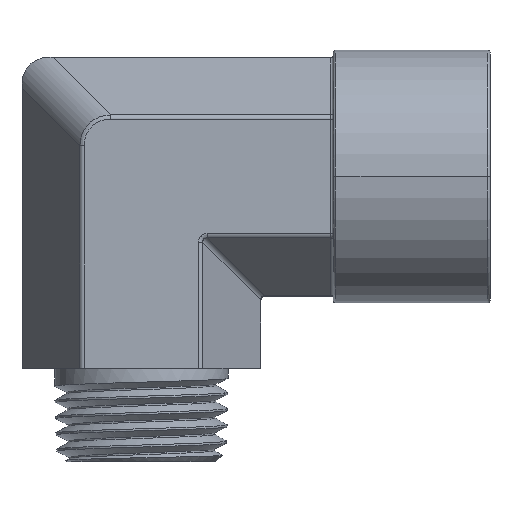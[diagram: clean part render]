
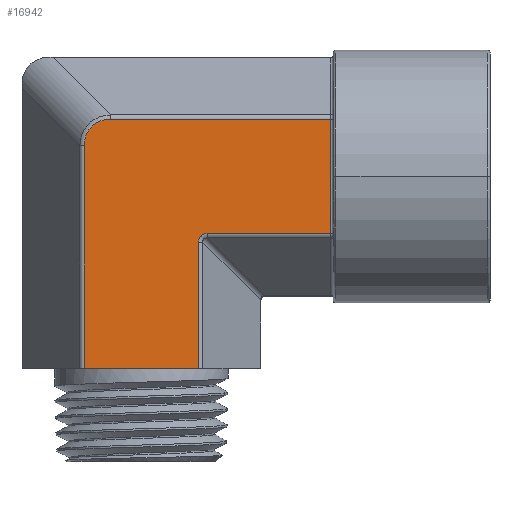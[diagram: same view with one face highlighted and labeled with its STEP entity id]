
A CAD part, top view. The second image highlights one B-rep face of the part: STEP entity #16942.
In plain terms, the highlighted planar face has unit normal (0, 0, 1).
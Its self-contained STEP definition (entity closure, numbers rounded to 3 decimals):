
#305=DIRECTION('',(-1.,0.,0.));
#306=VECTOR('',#305,11.316);
#307=CARTESIAN_POINT('',(5.658,-19.,10.3));
#308=LINE('',#307,#306);
#10026=DIRECTION('',(0.,-1.,0.));
#10027=VECTOR('',#10026,11.316);
#10028=CARTESIAN_POINT('',(18.75,5.658,10.3));
#10029=LINE('',#10028,#10027);
#10033=DIRECTION('',(-1.,0.,0.));
#10034=VECTOR('',#10033,12.226);
#10035=CARTESIAN_POINT('',(18.75,-5.658,10.3));
#10036=LINE('',#10035,#10034);
#10040=CARTESIAN_POINT('',(5.658,-6.524,
10.3));
#10041=CARTESIAN_POINT('',(5.658,-6.495,
10.3));
#10042=CARTESIAN_POINT('',(5.66,-6.438,
10.3));
#10043=CARTESIAN_POINT('',(5.671,-6.356,
10.3));
#10044=CARTESIAN_POINT('',(5.687,-6.278,
10.3));
#10045=CARTESIAN_POINT('',(5.709,-6.205,
10.3));
#10046=CARTESIAN_POINT('',(5.736,-6.138,
10.3));
#10047=CARTESIAN_POINT('',(5.767,-6.076,
10.3));
#10048=CARTESIAN_POINT('',(5.801,-6.02,
10.3));
#10049=CARTESIAN_POINT('',(5.838,-5.968,10.3));
#10050=CARTESIAN_POINT('',(5.878,-5.921,10.3));
#10051=CARTESIAN_POINT('',(5.922,-5.878,10.3));
#10052=CARTESIAN_POINT('',(5.969,-5.838,10.3));
#10053=CARTESIAN_POINT('',(6.02,-5.8,
10.3));
#10054=CARTESIAN_POINT('',(6.076,-5.766,
10.3));
#10055=CARTESIAN_POINT('',(6.138,-5.736,
10.3));
#10056=CARTESIAN_POINT('',(6.205,-5.709,
10.3));
#10057=CARTESIAN_POINT('',(6.278,-5.687,
10.3));
#10058=CARTESIAN_POINT('',(6.356,-5.671,
10.3));
#10059=CARTESIAN_POINT('',(6.438,-5.66,
10.3));
#10060=CARTESIAN_POINT('',(6.495,-5.658,
10.3));
#10061=CARTESIAN_POINT('',(6.524,-5.658,
10.3));
#10066=DIRECTION('',(0.,1.,0.));
#10067=VECTOR('',#10066,12.476);
#10068=CARTESIAN_POINT('',(5.658,-19.,10.3));
#10069=LINE('',#10068,#10067);
#10073=DIRECTION('',(0.,1.,0.));
#10074=VECTOR('',#10073,22.06);
#10075=CARTESIAN_POINT('',(-5.658,-19.,10.3));
#10076=LINE('',#10075,#10074);
#10080=CARTESIAN_POINT('',(-3.06,5.658,10.3));
#10081=CARTESIAN_POINT('',(-3.126,5.658,10.3));
#10082=CARTESIAN_POINT('',(-3.255,5.654,10.3));
#10083=CARTESIAN_POINT('',(-3.443,5.637,10.3));
#10084=CARTESIAN_POINT('',(-3.625,5.608,10.3));
#10085=CARTESIAN_POINT('',(-3.799,5.569,10.3));
#10086=CARTESIAN_POINT('',(-3.967,5.521,10.3));
#10087=CARTESIAN_POINT('',(-4.127,5.462,10.3));
#10088=CARTESIAN_POINT('',(-4.28,5.395,10.3));
#10089=CARTESIAN_POINT('',(-4.426,5.319,10.3));
#10090=CARTESIAN_POINT('',(-4.565,5.234,10.3));
#10091=CARTESIAN_POINT('',(-4.695,5.142,10.3));
#10092=CARTESIAN_POINT('',(-4.818,5.042,10.3));
#10093=CARTESIAN_POINT('',(-4.934,4.934,10.3));
#10094=CARTESIAN_POINT('',(-5.042,4.818,10.3));
#10095=CARTESIAN_POINT('',(-5.142,4.695,10.3));
#10096=CARTESIAN_POINT('',(-5.234,4.565,10.3));
#10097=CARTESIAN_POINT('',(-5.319,4.426,10.3));
#10098=CARTESIAN_POINT('',(-5.395,4.28,10.3));
#10099=CARTESIAN_POINT('',(-5.462,4.127,10.3));
#10100=CARTESIAN_POINT('',(-5.521,3.967,10.3));
#10101=CARTESIAN_POINT('',(-5.569,3.799,10.3));
#10102=CARTESIAN_POINT('',(-5.608,3.625,10.3));
#10103=CARTESIAN_POINT('',(-5.637,3.443,10.3));
#10104=CARTESIAN_POINT('',(-5.654,3.255,10.3));
#10105=CARTESIAN_POINT('',(-5.658,3.126,10.3));
#10106=CARTESIAN_POINT('',(-5.658,3.06,10.3));
#10111=DIRECTION('',(1.,0.,0.));
#10112=VECTOR('',#10111,21.81);
#10113=CARTESIAN_POINT('',(-3.06,5.658,10.3));
#10114=LINE('',#10113,#10112);
#10472=CARTESIAN_POINT('',(5.658,-19.,10.3));
#10473=CARTESIAN_POINT('',(5.658,-6.524,
10.3));
#10474=VERTEX_POINT('',#10472);
#10475=VERTEX_POINT('',#10473);
#10478=VERTEX_POINT('',#10061);
#10503=CARTESIAN_POINT('',(-5.658,-19.,10.3));
#10504=CARTESIAN_POINT('',(-5.658,3.06,10.3));
#10505=VERTEX_POINT('',#10503);
#10506=VERTEX_POINT('',#10504);
#10519=CARTESIAN_POINT('',(-3.06,5.658,10.3));
#10520=VERTEX_POINT('',#10519);
#10685=CARTESIAN_POINT('',(18.75,5.658,10.3));
#10686=VERTEX_POINT('',#10685);
#10689=CARTESIAN_POINT('',(18.75,-5.658,10.3));
#10690=VERTEX_POINT('',#10689);
#16921=CARTESIAN_POINT('',(0.,5.947,10.3));
#16922=DIRECTION('',(0.,0.,1.));
#16923=DIRECTION('',(0.,-1.,0.));
#16924=AXIS2_PLACEMENT_3D('',#16921,#16922,#16923);
#16925=PLANE('',#16924);
#16927=ORIENTED_EDGE('',*,*,#16926,.T.);
#16929=ORIENTED_EDGE('',*,*,#16928,.T.);
#16931=ORIENTED_EDGE('',*,*,#16930,.F.);
#16933=ORIENTED_EDGE('',*,*,#16932,.F.);
#16934=ORIENTED_EDGE('',*,*,#10912,.T.);
#16936=ORIENTED_EDGE('',*,*,#16935,.T.);
#16938=ORIENTED_EDGE('',*,*,#16937,.F.);
#16939=ORIENTED_EDGE('',*,*,#16913,.T.);
#16940=EDGE_LOOP('',(#16927,#16929,#16931,#16933,#16934,#16936,#16938,#16939));
#16941=FACE_OUTER_BOUND('',#16940,.F.);
#10062=B_SPLINE_CURVE_WITH_KNOTS('',3,(#10040,#10041,#10042,#10043,#10044,
#10045,#10046,#10047,#10048,#10049,#10050,#10051,#10052,#10053,#10054,#10055,
#10056,#10057,#10058,#10059,#10060,#10061),.UNSPECIFIED.,.F.,.F.,(4,1,1,1,1,1,1,
1,1,1,1,1,1,1,1,1,1,1,1,4),(0.,0.053,0.105,
0.158,0.211,0.263,0.316,
0.368,0.421,0.474,0.526,
0.579,0.632,0.684,0.737,
0.789,0.842,0.895,0.947,1.),
.UNSPECIFIED.);
#10107=B_SPLINE_CURVE_WITH_KNOTS('',3,(#10080,#10081,#10082,#10083,#10084,
#10085,#10086,#10087,#10088,#10089,#10090,#10091,#10092,#10093,#10094,#10095,
#10096,#10097,#10098,#10099,#10100,#10101,#10102,#10103,#10104,#10105,#10106),
.UNSPECIFIED.,.F.,.F.,(4,1,1,1,1,1,1,1,1,1,1,1,1,1,1,1,1,1,1,1,1,1,1,1,4),(0.,
0.042,0.083,0.125,0.167,0.208,
0.25,0.292,0.333,0.375,0.417,
0.458,0.5,0.542,0.583,0.625,
0.667,0.708,0.75,0.792,0.833,
0.875,0.917,0.958,1.),.UNSPECIFIED.);
#10912=EDGE_CURVE('',#10474,#10505,#308,.T.);
#16913=EDGE_CURVE('',#10520,#10686,#10114,.T.);
#16926=EDGE_CURVE('',#10686,#10690,#10029,.T.);
#16928=EDGE_CURVE('',#10690,#10478,#10036,.T.);
#16930=EDGE_CURVE('',#10475,#10478,#10062,.T.);
#16932=EDGE_CURVE('',#10474,#10475,#10069,.T.);
#16935=EDGE_CURVE('',#10505,#10506,#10076,.T.);
#16937=EDGE_CURVE('',#10520,#10506,#10107,.T.);
#16942=ADVANCED_FACE('',(#16941),#16925,.T.);
